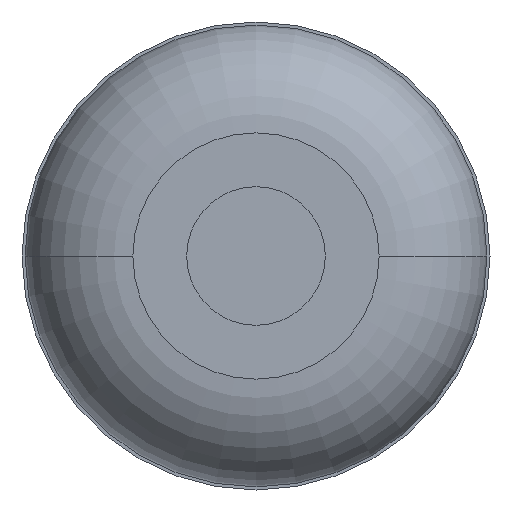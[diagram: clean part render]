
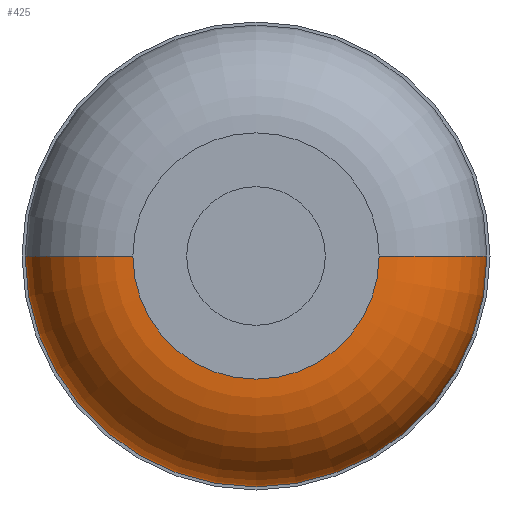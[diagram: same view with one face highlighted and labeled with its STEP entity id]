
A CAD part, left-side view. The second image highlights one B-rep face of the part: STEP entity #425.
In plain terms, the highlighted toroidal (fillet/blend) face has major radius 0.4 mm and minor radius 0.35 mm.
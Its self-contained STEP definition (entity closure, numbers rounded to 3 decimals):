
#50=CARTESIAN_POINT('',(-1.5,0.75,0.));
#51=DIRECTION('',(-1.,0.,0.));
#52=DIRECTION('',(0.,1.,0.));
#53=AXIS2_PLACEMENT_3D('',#50,#51,#52);
#75=CARTESIAN_POINT('',(-1.15,1.15,0.));
#76=DIRECTION('',(0.,0.,-1.));
#77=DIRECTION('',(-1.,0.,0.));
#78=AXIS2_PLACEMENT_3D('',#75,#76,#77);
#83=CARTESIAN_POINT('',(-1.15,0.35,0.));
#84=DIRECTION('',(0.,0.,1.));
#85=DIRECTION('',(-1.,0.,0.));
#86=AXIS2_PLACEMENT_3D('',#83,#84,#85);
#191=CARTESIAN_POINT('',(-1.15,0.75,0.));
#192=DIRECTION('',(-1.,0.,0.));
#193=DIRECTION('',(0.,1.,0.));
#194=AXIS2_PLACEMENT_3D('',#191,#192,#193);
#385=CARTESIAN_POINT('',(-1.5,1.15,0.));
#386=CARTESIAN_POINT('',(-1.5,0.35,0.));
#387=VERTEX_POINT('',#385);
#388=VERTEX_POINT('',#386);
#389=CARTESIAN_POINT('',(-1.15,1.5,0.));
#390=CARTESIAN_POINT('',(-1.15,0.,0.));
#391=VERTEX_POINT('',#389);
#392=VERTEX_POINT('',#390);
#411=CARTESIAN_POINT('',(-1.15,0.75,0.));
#412=DIRECTION('',(1.,0.,0.));
#413=DIRECTION('',(0.,1.,0.011));
#414=AXIS2_PLACEMENT_3D('',#411,#412,#413);
#415=TOROIDAL_SURFACE('',#414,0.4,0.35);
#416=ORIENTED_EDGE('',*,*,#398,.T.);
#418=ORIENTED_EDGE('',*,*,#417,.T.);
#420=ORIENTED_EDGE('',*,*,#419,.F.);
#422=ORIENTED_EDGE('',*,*,#421,.F.);
#423=EDGE_LOOP('',(#416,#418,#420,#422));
#424=FACE_OUTER_BOUND('',#423,.F.);
#425=ADVANCED_FACE('',(#424),#415,.T.);
#54=CIRCLE('',#53,0.4);
#79=CIRCLE('',#78,0.35);
#87=CIRCLE('',#86,0.35);
#195=CIRCLE('',#194,0.75);
#398=EDGE_CURVE('',#387,#388,#54,.T.);
#417=EDGE_CURVE('',#388,#392,#87,.T.);
#419=EDGE_CURVE('',#391,#392,#195,.T.);
#421=EDGE_CURVE('',#387,#391,#79,.T.);
